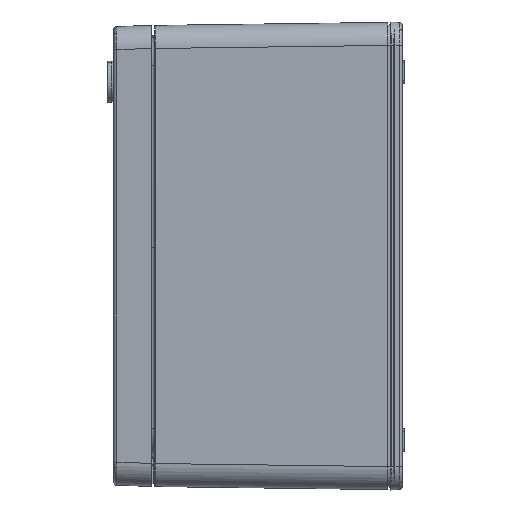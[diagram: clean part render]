
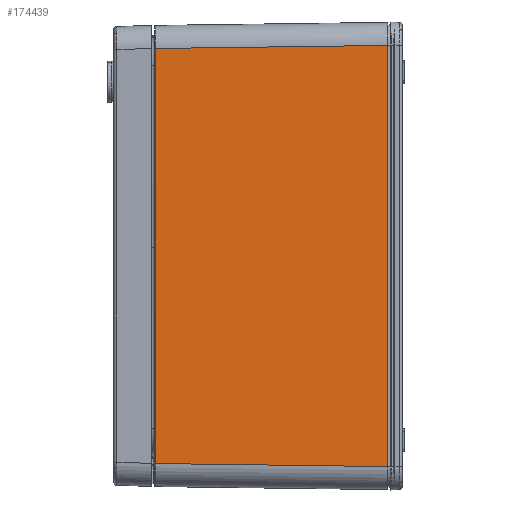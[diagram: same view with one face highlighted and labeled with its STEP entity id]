
A CAD part, left-side view. The second image highlights one B-rep face of the part: STEP entity #174439.
In plain terms, the highlighted planar face has unit normal (-1, 0.013, 0).
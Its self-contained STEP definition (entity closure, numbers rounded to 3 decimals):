
#3210 = VECTOR ( 'NONE', #12293, 1000. ) ;
#12288 = LINE ( 'NONE', #12291, #3210 ) ;
#12291 = CARTESIAN_POINT ( 'NONE',  ( -302.678, 0., -202.75 ) ) ;
#12293 = DIRECTION ( 'NONE',  ( 0., 0., 1. ) ) ;
#22676 = EDGE_LOOP ( 'NONE', ( #45803, #45806, #45809, #45812 ) ) ;
#27986 = EDGE_CURVE ( 'NONE', #157842, #157716, #73872, .T. ) ;
#28020 = EDGE_CURVE ( 'NONE', #157724, #156784, #74246, .T. ) ;
#28025 = EDGE_CURVE ( 'NONE', #156784, #157842, #74299, .T. ) ;
#37143 = CARTESIAN_POINT ( 'NONE',  ( -300.034, 202.007, 180.035 ) ) ;
#37483 = CARTESIAN_POINT ( 'NONE',  ( -302.678, 0., -182.68 ) ) ;
#37486 = CARTESIAN_POINT ( 'NONE',  ( -302.678, 0., 182.68 ) ) ;
#37532 = CARTESIAN_POINT ( 'NONE',  ( -300.034, 202.007, -180.035 ) ) ;
#45803 = ORIENTED_EDGE ( 'NONE', *, *, #28020, .T. ) ;
#45806 = ORIENTED_EDGE ( 'NONE', *, *, #28025, .T. ) ;
#45809 = ORIENTED_EDGE ( 'NONE', *, *, #27986, .T. ) ;
#45812 = ORIENTED_EDGE ( 'NONE', *, *, #64232, .T. ) ;
#61098 = PLANE ( 'NONE',  #140972 ) ;
#61108 = CARTESIAN_POINT ( 'NONE',  ( -302.75, -5.5, -202.75 ) ) ;
#61119 = FACE_OUTER_BOUND ( 'NONE', #22676, .T. ) ;
#61126 = DIRECTION ( 'NONE',  ( -1., 0.013, 0. ) ) ;
#61128 = DIRECTION ( 'NONE',  ( -0.013, -1., 0. ) ) ;
#64232 = EDGE_CURVE ( 'NONE', #157716, #157724, #12288, .T. ) ;
#73872 = LINE ( 'NONE', #73874, #133825 ) ;
#73874 = CARTESIAN_POINT ( 'NONE',  ( -302.753, -5.762, -182.755 ) ) ;
#73876 = DIRECTION ( 'NONE',  ( -0.013, -1., -0.013 ) ) ;
#74246 = LINE ( 'NONE', #74248, #133907 ) ;
#74248 = CARTESIAN_POINT ( 'NONE',  ( -302.684, -0.455, 182.686 ) ) ;
#74250 = DIRECTION ( 'NONE',  ( 0.013, 1., -0.013 ) ) ;
#74299 = LINE ( 'NONE', #74302, #133926 ) ;
#74302 = CARTESIAN_POINT ( 'NONE',  ( -300.034, 202.007, -180.029 ) ) ;
#74305 = DIRECTION ( 'NONE',  ( 0., 0., -1. ) ) ;
#133825 = VECTOR ( 'NONE', #73876, 1000. ) ;
#133907 = VECTOR ( 'NONE', #74250, 1000. ) ;
#133926 = VECTOR ( 'NONE', #74305, 1000. ) ;
#140972 = AXIS2_PLACEMENT_3D ( 'NONE', #61108, #61126, #61128 ) ;
#156784 = VERTEX_POINT ( 'NONE', #37143 ) ;
#157716 = VERTEX_POINT ( 'NONE', #37483 ) ;
#157724 = VERTEX_POINT ( 'NONE', #37486 ) ;
#157842 = VERTEX_POINT ( 'NONE', #37532 ) ;
#174439 = ADVANCED_FACE ( 'NONE', ( #61119 ), #61098, .T. ) ;
